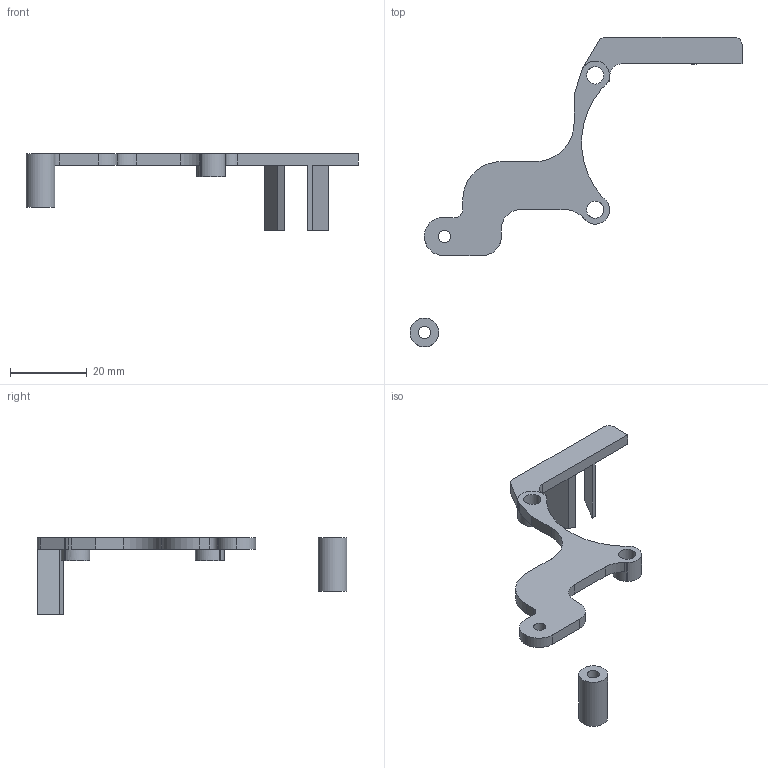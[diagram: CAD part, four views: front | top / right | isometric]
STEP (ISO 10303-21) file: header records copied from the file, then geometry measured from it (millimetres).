
FILE_DESCRIPTION(('HOOPS Exchange Step'),'2;1');
FILE_NAME('temp_export','2023-06-03T16:37:31+08:00',('mobile'),('Shapr3D Limited'),'HOOPS Exchange 2022.2','Shapr3D','Authorized');
FILE_SCHEMA( ('AUTOMOTIVE_DESIGN { 1 0 10303 214 1 1 1 1 }') );
Length unit declared in the file: millimetre
Products named in the file (1): root
Bounding box: 86.53 x 80.75 x 20 mm (x, y, z)
Volume: 3967.9 mm3; surface area: 4380.4 mm2
Topology: 3 solids, 3 shells, 64 faces, 176 edges, 118 vertices
Faces by surface type: cylinder 33, plane 31
Full cylindrical faces by diameter (mm): 3.2 x2, 4.5 x2, 7.5 x1
Entity records: 2110 total; most frequent: DIRECTION 378, CARTESIAN_POINT 365, ORIENTED_EDGE 352, EDGE_CURVE 176, AXIS2_PLACEMENT_3D 139, VERTEX_POINT 118, VECTOR 100, LINE 100
